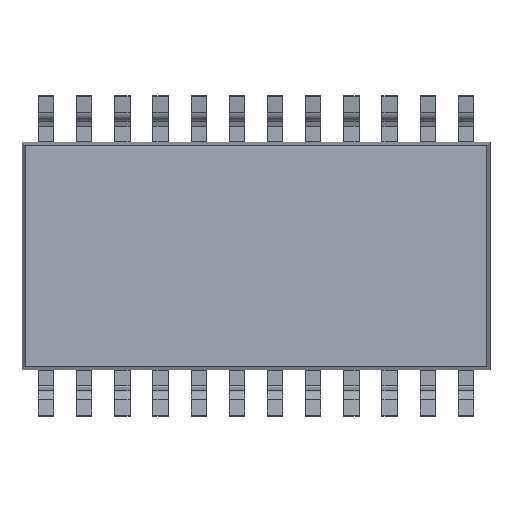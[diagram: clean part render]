
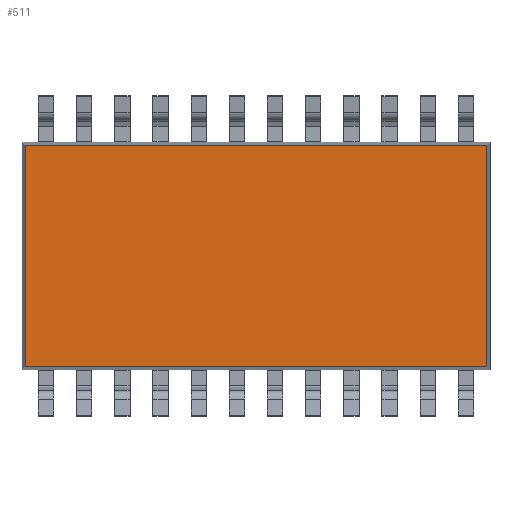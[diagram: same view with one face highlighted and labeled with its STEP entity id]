
A CAD part, front view. The second image highlights one B-rep face of the part: STEP entity #511.
In plain terms, the highlighted planar face has unit normal (0, -1, 0).
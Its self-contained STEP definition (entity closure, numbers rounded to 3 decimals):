
#511 = ADVANCED_FACE ( 'NONE', ( #13871 ), #17427, .F. ) ;
#1232 = DIRECTION ( 'NONE',  ( 0., 0., 1. ) ) ;
#1533 = CARTESIAN_POINT ( 'NONE',  ( 0., -1.175, 3.677 ) ) ;
#1782 = ORIENTED_EDGE ( 'NONE', *, *, #26943, .F. ) ;
#2114 = EDGE_CURVE ( 'NONE', #5316, #22387, #13974, .T. ) ;
#3177 = VECTOR ( 'NONE', #7298, 1000. ) ;
#3789 = EDGE_CURVE ( 'NONE', #3850, #19165, #19169, .T. ) ;
#3850 = VERTEX_POINT ( 'NONE', #15048 ) ;
#4660 = CARTESIAN_POINT ( 'NONE',  ( 0., -1.175, -3.677 ) ) ;
#5172 = CARTESIAN_POINT ( 'NONE',  ( 7.677, -1.175, 0. ) ) ;
#5316 = VERTEX_POINT ( 'NONE', #21463 ) ;
#7295 = ORIENTED_EDGE ( 'NONE', *, *, #7495, .F. ) ;
#7298 = DIRECTION ( 'NONE',  ( 0., 0., -1. ) ) ;
#7495 = EDGE_CURVE ( 'NONE', #19165, #5316, #20309, .T. ) ;
#8999 = AXIS2_PLACEMENT_3D ( 'NONE', #20765, #27169, #27075 ) ;
#13871 = FACE_OUTER_BOUND ( 'NONE', #14267, .T. ) ;
#13974 = LINE ( 'NONE', #4660, #15980 ) ;
#14267 = EDGE_LOOP ( 'NONE', ( #7295, #15280, #1782, #23751 ) ) ;
#15048 = CARTESIAN_POINT ( 'NONE',  ( -7.677, -1.175, 3.677 ) ) ;
#15280 = ORIENTED_EDGE ( 'NONE', *, *, #3789, .F. ) ;
#15980 = VECTOR ( 'NONE', #19649, 1000. ) ;
#16653 = DIRECTION ( 'NONE',  ( 1., 0., 0. ) ) ;
#17427 = PLANE ( 'NONE',  #8999 ) ;
#19165 = VERTEX_POINT ( 'NONE', #22605 ) ;
#19169 = LINE ( 'NONE', #1533, #24886 ) ;
#19649 = DIRECTION ( 'NONE',  ( -1., 0., 0. ) ) ;
#20309 = LINE ( 'NONE', #5172, #3177 ) ;
#20765 = CARTESIAN_POINT ( 'NONE',  ( 0., -1.175, 0. ) ) ;
#21463 = CARTESIAN_POINT ( 'NONE',  ( 7.677, -1.175, -3.677 ) ) ;
#22387 = VERTEX_POINT ( 'NONE', #26551 ) ;
#22605 = CARTESIAN_POINT ( 'NONE',  ( 7.677, -1.175, 3.677 ) ) ;
#22901 = CARTESIAN_POINT ( 'NONE',  ( -7.677, -1.175, 0. ) ) ;
#23751 = ORIENTED_EDGE ( 'NONE', *, *, #2114, .F. ) ;
#24886 = VECTOR ( 'NONE', #16653, 1000. ) ;
#25124 = VECTOR ( 'NONE', #1232, 1000. ) ;
#25800 = LINE ( 'NONE', #22901, #25124 ) ;
#26551 = CARTESIAN_POINT ( 'NONE',  ( -7.677, -1.175, -3.677 ) ) ;
#26943 = EDGE_CURVE ( 'NONE', #22387, #3850, #25800, .T. ) ;
#27075 = DIRECTION ( 'NONE',  ( 0., 0., 1. ) ) ;
#27169 = DIRECTION ( 'NONE',  ( 0., 1., 0. ) ) ;
